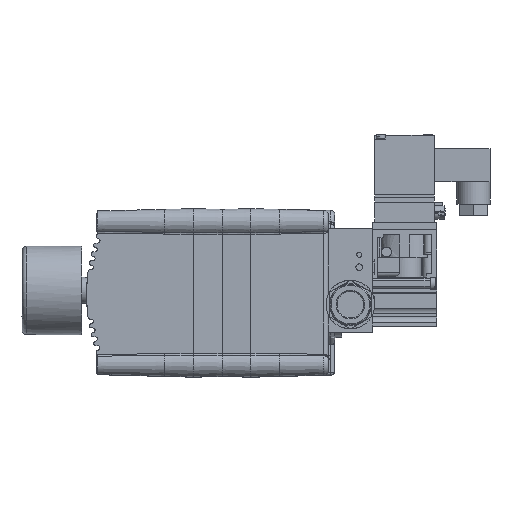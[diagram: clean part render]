
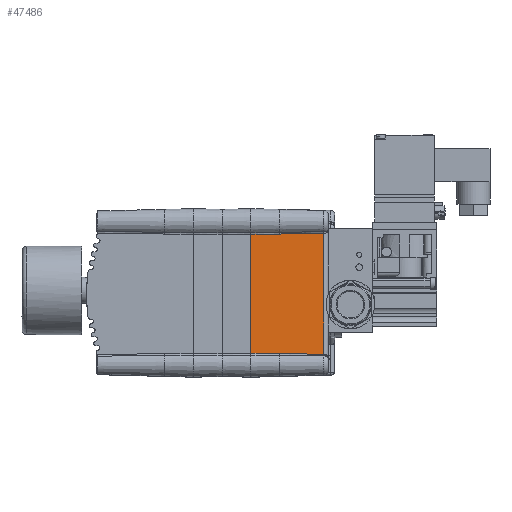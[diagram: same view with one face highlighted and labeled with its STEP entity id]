
A CAD part, left-side view. The second image highlights one B-rep face of the part: STEP entity #47486.
In plain terms, the highlighted planar face has unit normal (-1, -0.026, 0).
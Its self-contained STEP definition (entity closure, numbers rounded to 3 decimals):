
#372=B_SPLINE_CURVE_WITH_KNOTS('',3,(#81148,#81149,#81150,#81151),
 .UNSPECIFIED.,.F.,.F.,(4,4),(0.,0.013),
 .UNSPECIFIED.);
#386=B_SPLINE_CURVE_WITH_KNOTS('',3,(#81771,#81772,#81773,#81774),
 .UNSPECIFIED.,.F.,.F.,(4,4),(0.,0.013),.UNSPECIFIED.);
#477=B_SPLINE_CURVE_WITH_KNOTS('',3,(#94714,#94715,#94716,#94717,#94718,
#94719),.UNSPECIFIED.,.F.,.F.,(4,2,4),(0.,0.013,0.02),
 .UNSPECIFIED.);
#478=B_SPLINE_CURVE_WITH_KNOTS('',3,(#94720,#94721,#94722,#94723,#94724,
#94725,#94726),.UNSPECIFIED.,.F.,.F.,(4,3,4),(0.,0.013,
0.02),.UNSPECIFIED.);
#2494=PLANE('',#51734);
#5612=FACE_OUTER_BOUND('',#8727,.T.);
#8727=EDGE_LOOP('',(#40263,#40264,#40265,#40266,#40267,#40268,#40269,#40270));
#12587=LINE('',#80486,#16939);
#12761=LINE('',#83003,#17113);
#12857=LINE('',#83695,#17209);
#12932=LINE('',#94713,#17284);
#16939=VECTOR('',#61250,0.012);
#17113=VECTOR('',#61868,53.805);
#17209=VECTOR('',#62228,0.034);
#17284=VECTOR('',#62651,54.578);
#22941=VERTEX_POINT('',#80471);
#22942=VERTEX_POINT('',#80485);
#23018=VERTEX_POINT('',#81129);
#23020=VERTEX_POINT('',#81147);
#23071=VERTEX_POINT('',#81748);
#23283=VERTEX_POINT('',#83694);
#23374=VERTEX_POINT('',#87494);
#23381=VERTEX_POINT('',#88509);
#28473=EDGE_CURVE('',#22941,#22942,#12587,.T.);
#28570=EDGE_CURVE('',#23020,#23018,#372,.T.);
#28639=EDGE_CURVE('',#22941,#23071,#386,.T.);
#28827=EDGE_CURVE('',#23020,#23071,#12761,.T.);
#28998=EDGE_CURVE('',#23283,#23018,#12857,.T.);
#29240=EDGE_CURVE('',#23381,#23374,#12932,.T.);
#29241=EDGE_CURVE('',#23374,#22942,#477,.T.);
#29242=EDGE_CURVE('',#23283,#23381,#478,.T.);
#40263=ORIENTED_EDGE('',*,*,#29240,.T.);
#40264=ORIENTED_EDGE('',*,*,#29241,.T.);
#40265=ORIENTED_EDGE('',*,*,#28473,.F.);
#40266=ORIENTED_EDGE('',*,*,#28639,.T.);
#40267=ORIENTED_EDGE('',*,*,#28827,.F.);
#40268=ORIENTED_EDGE('',*,*,#28570,.T.);
#40269=ORIENTED_EDGE('',*,*,#28998,.F.);
#40270=ORIENTED_EDGE('',*,*,#29242,.T.);
#47486=ADVANCED_FACE('',(#5612),#2494,.T.);
#51734=AXIS2_PLACEMENT_3D('',#94712,#62649,#62650);
#61250=DIRECTION('',(0.,0.,1.));
#61868=DIRECTION('',(0.,0.,1.));
#62228=DIRECTION('',(0.,0.,-1.));
#62649=DIRECTION('center_axis',(-1.,-0.026,
0.));
#62650=DIRECTION('ref_axis',(0.,0.,
1.));
#62651=DIRECTION('',(0.,0.,1.));
#80471=CARTESIAN_POINT('',(-125.736,-45.032,30.691));
#80485=CARTESIAN_POINT('',(-125.736,-45.032,30.703));
#80486=CARTESIAN_POINT('',(-125.736,-45.032,-23.386));
#81129=CARTESIAN_POINT('',(-125.736,-45.032,-23.42));
#81147=CARTESIAN_POINT('',(-126.076,-32.032,-23.272));
#81148=CARTESIAN_POINT('Ctrl Pts',(-126.076,-32.032,
-23.272));
#81149=CARTESIAN_POINT('Ctrl Pts',(-125.963,-36.365,
-23.321));
#81150=CARTESIAN_POINT('Ctrl Pts',(-125.849,-40.699,
-23.37));
#81151=CARTESIAN_POINT('Ctrl Pts',(-125.736,-45.032,-23.42));
#81748=CARTESIAN_POINT('',(-126.076,-32.032,30.533));
#81771=CARTESIAN_POINT('Ctrl Pts',(-125.736,-45.032,30.691));
#81772=CARTESIAN_POINT('Ctrl Pts',(-125.849,-40.699,30.637));
#81773=CARTESIAN_POINT('Ctrl Pts',(-125.963,-36.365,
30.585));
#81774=CARTESIAN_POINT('Ctrl Pts',(-126.076,-32.032,
30.533));
#83003=CARTESIAN_POINT('',(-126.076,-32.032,-23.272));
#83694=CARTESIAN_POINT('',(-125.736,-45.032,-23.386));
#83695=CARTESIAN_POINT('',(-125.736,-45.032,-25.947));
#87494=CARTESIAN_POINT('',(-125.211,-65.084,30.956));
#88509=CARTESIAN_POINT('',(-125.211,-65.084,-23.622));
#94712=CARTESIAN_POINT('Origin',(-125.723,-45.532,31.202));
#94713=CARTESIAN_POINT('',(-125.211,-65.084,-23.622));
#94714=CARTESIAN_POINT('Ctrl Pts',(-125.211,-65.084,
30.956));
#94715=CARTESIAN_POINT('Ctrl Pts',(-125.322,-60.826,30.901));
#94716=CARTESIAN_POINT('Ctrl Pts',(-125.434,-56.568,
30.847));
#94717=CARTESIAN_POINT('Ctrl Pts',(-125.609,-49.884,
30.763));
#94718=CARTESIAN_POINT('Ctrl Pts',(-125.672,-47.458,
30.733));
#94719=CARTESIAN_POINT('Ctrl Pts',(-125.736,-45.032,30.703));
#94720=CARTESIAN_POINT('Ctrl Pts',(-125.736,-45.032,-23.386));
#94721=CARTESIAN_POINT('Ctrl Pts',(-125.622,-49.374,
-23.436));
#94722=CARTESIAN_POINT('Ctrl Pts',(-125.509,-53.715,
-23.486));
#94723=CARTESIAN_POINT('Ctrl Pts',(-125.395,-58.057,
-23.538));
#94724=CARTESIAN_POINT('Ctrl Pts',(-125.334,-60.399,
-23.566));
#94725=CARTESIAN_POINT('Ctrl Pts',(-125.272,-62.742,
-23.594));
#94726=CARTESIAN_POINT('Ctrl Pts',(-125.211,-65.084,-23.622));
